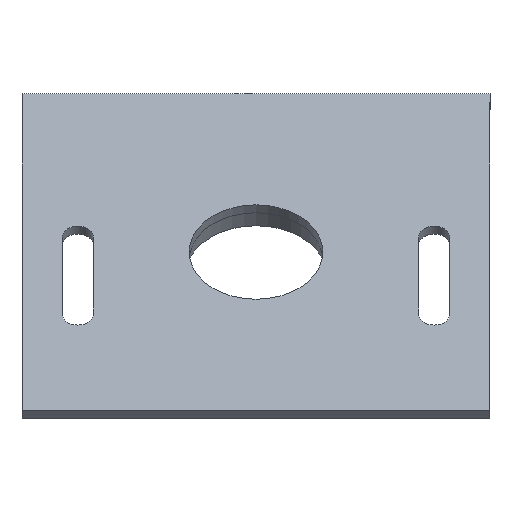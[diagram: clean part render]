
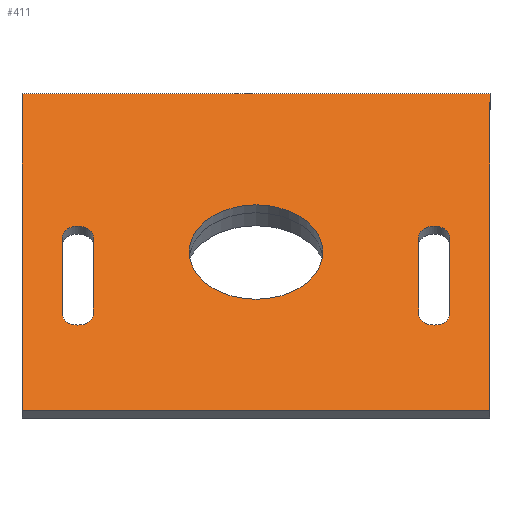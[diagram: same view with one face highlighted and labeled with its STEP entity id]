
A CAD part, top view. The second image highlights one B-rep face of the part: STEP entity #411.
In plain terms, the highlighted planar face has unit normal (0, 0.707, 0.707).
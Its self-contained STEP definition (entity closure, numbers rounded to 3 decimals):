
#19=FACE_BOUND('',#86,.T.);
#20=FACE_BOUND('',#87,.T.);
#21=FACE_BOUND('',#88,.T.);
#37=PLANE('',#465);
#59=FACE_OUTER_BOUND('',#85,.T.);
#85=EDGE_LOOP('',(#370,#371,#372,#373));
#86=EDGE_LOOP('',(#374));
#87=EDGE_LOOP('',(#375,#376,#377,#378));
#88=EDGE_LOOP('',(#379,#380,#381,#382));
#112=LINE('',#639,#154);
#115=LINE('',#645,#157);
#122=LINE('',#663,#164);
#124=LINE('',#669,#166);
#128=LINE('',#679,#170);
#130=LINE('',#685,#172);
#131=LINE('',#687,#173);
#132=LINE('',#689,#174);
#154=VECTOR('',#518,10.);
#157=VECTOR('',#523,10.);
#164=VECTOR('',#542,10.);
#166=VECTOR('',#550,10.);
#170=VECTOR('',#560,10.);
#172=VECTOR('',#568,10.);
#173=VECTOR('',#571,10.);
#174=VECTOR('',#574,10.);
#182=CIRCLE('',#450,6.);
#183=CIRCLE('',#452,1.4);
#184=CIRCLE('',#455,1.4);
#185=CIRCLE('',#458,1.4);
#186=CIRCLE('',#461,1.4);
#209=VERTEX_POINT('',#637);
#210=VERTEX_POINT('',#638);
#211=VERTEX_POINT('',#643);
#212=VERTEX_POINT('',#644);
#214=VERTEX_POINT('',#651);
#215=VERTEX_POINT('',#655);
#216=VERTEX_POINT('',#657);
#217=VERTEX_POINT('',#661);
#218=VERTEX_POINT('',#665);
#219=VERTEX_POINT('',#671);
#220=VERTEX_POINT('',#673);
#221=VERTEX_POINT('',#677);
#222=VERTEX_POINT('',#681);
#250=EDGE_CURVE('',#209,#210,#112,.T.);
#253=EDGE_CURVE('',#211,#212,#115,.T.);
#258=EDGE_CURVE('',#214,#214,#182,.T.);
#260=EDGE_CURVE('',#216,#215,#183,.T.);
#263=EDGE_CURVE('',#215,#217,#122,.T.);
#265=EDGE_CURVE('',#217,#218,#184,.T.);
#266=EDGE_CURVE('',#218,#216,#124,.T.);
#268=EDGE_CURVE('',#220,#219,#185,.T.);
#271=EDGE_CURVE('',#219,#221,#128,.T.);
#273=EDGE_CURVE('',#221,#222,#186,.T.);
#274=EDGE_CURVE('',#222,#220,#130,.T.);
#275=EDGE_CURVE('',#212,#209,#131,.T.);
#276=EDGE_CURVE('',#210,#211,#132,.T.);
#370=ORIENTED_EDGE('',*,*,#276,.F.);
#371=ORIENTED_EDGE('',*,*,#250,.F.);
#372=ORIENTED_EDGE('',*,*,#275,.F.);
#373=ORIENTED_EDGE('',*,*,#253,.F.);
#374=ORIENTED_EDGE('',*,*,#258,.T.);
#375=ORIENTED_EDGE('',*,*,#260,.T.);
#376=ORIENTED_EDGE('',*,*,#263,.T.);
#377=ORIENTED_EDGE('',*,*,#265,.T.);
#378=ORIENTED_EDGE('',*,*,#266,.T.);
#379=ORIENTED_EDGE('',*,*,#268,.T.);
#380=ORIENTED_EDGE('',*,*,#271,.T.);
#381=ORIENTED_EDGE('',*,*,#273,.T.);
#382=ORIENTED_EDGE('',*,*,#274,.T.);
#411=ADVANCED_FACE('',(#59,#19,#20,#21),#37,.T.);
#450=AXIS2_PLACEMENT_3D('',#653,#531,#532);
#452=AXIS2_PLACEMENT_3D('',#658,#536,#537);
#455=AXIS2_PLACEMENT_3D('',#667,#546,#547);
#458=AXIS2_PLACEMENT_3D('',#674,#554,#555);
#461=AXIS2_PLACEMENT_3D('',#683,#564,#565);
#465=AXIS2_PLACEMENT_3D('',#690,#575,#576);
#518=DIRECTION('',(0.,-0.707,0.707));
#523=DIRECTION('',(0.,0.707,-0.707));
#531=DIRECTION('center_axis',(0.,-0.707,-0.707));
#532=DIRECTION('ref_axis',(1.,0.,0.));
#536=DIRECTION('center_axis',(0.,-0.707,-0.707));
#537=DIRECTION('ref_axis',(-1.,0.,0.));
#542=DIRECTION('',(0.,0.707,-0.707));
#546=DIRECTION('center_axis',(0.,-0.707,-0.707));
#547=DIRECTION('ref_axis',(1.,0.,0.));
#550=DIRECTION('',(0.,-0.707,0.707));
#554=DIRECTION('center_axis',(0.,-0.707,-0.707));
#555=DIRECTION('ref_axis',(-1.,0.,0.));
#560=DIRECTION('',(0.,0.707,-0.707));
#564=DIRECTION('center_axis',(0.,-0.707,-0.707));
#565=DIRECTION('ref_axis',(1.,0.,0.));
#568=DIRECTION('',(0.,-0.707,0.707));
#571=DIRECTION('',(1.,0.,0.));
#574=DIRECTION('',(-1.,0.,0.));
#575=DIRECTION('center_axis',(0.,0.707,0.707));
#576=DIRECTION('ref_axis',(1.,0.,0.));
#637=CARTESIAN_POINT('',(-31.88,20.251,-33.048));
#638=CARTESIAN_POINT('',(-31.88,-8.175,-4.622));
#639=CARTESIAN_POINT('',(-31.88,-1.068,-11.728));
#643=CARTESIAN_POINT('',(-73.88,-8.175,-4.622));
#644=CARTESIAN_POINT('',(-73.88,20.251,-33.048));
#645=CARTESIAN_POINT('',(-73.88,13.144,-25.941));
#651=CARTESIAN_POINT('',(-58.88,6.038,-18.835));
#653=CARTESIAN_POINT('Origin',(-52.88,6.038,-18.835));
#655=CARTESIAN_POINT('',(-38.28,0.463,-13.26));
#657=CARTESIAN_POINT('',(-35.48,0.463,-13.26));
#658=CARTESIAN_POINT('Origin',(-36.88,0.463,-13.26));
#661=CARTESIAN_POINT('',(-38.28,7.37,-20.167));
#663=CARTESIAN_POINT('',(-38.28,6.704,-19.501));
#665=CARTESIAN_POINT('',(-35.48,7.37,-20.167));
#667=CARTESIAN_POINT('Origin',(-36.88,7.37,-20.167));
#669=CARTESIAN_POINT('',(-35.48,3.251,-16.047));
#671=CARTESIAN_POINT('',(-70.28,0.463,-13.26));
#673=CARTESIAN_POINT('',(-67.48,0.463,-13.26));
#674=CARTESIAN_POINT('Origin',(-68.88,0.463,-13.26));
#677=CARTESIAN_POINT('',(-70.28,7.37,-20.167));
#679=CARTESIAN_POINT('',(-70.28,6.704,-19.501));
#681=CARTESIAN_POINT('',(-67.48,7.37,-20.167));
#683=CARTESIAN_POINT('Origin',(-68.88,7.37,-20.167));
#685=CARTESIAN_POINT('',(-67.48,3.251,-16.047));
#687=CARTESIAN_POINT('',(-42.38,20.251,-33.048));
#689=CARTESIAN_POINT('',(-63.38,-8.175,-4.622));
#690=CARTESIAN_POINT('Origin',(-52.88,6.038,-18.835));
